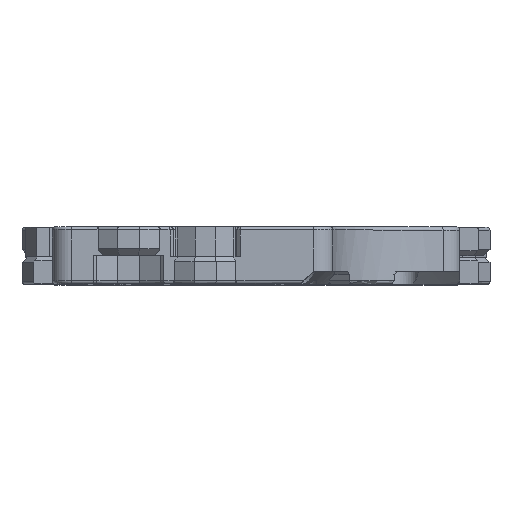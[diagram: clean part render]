
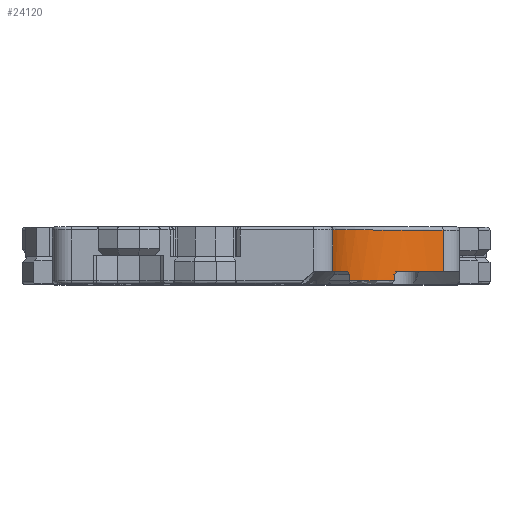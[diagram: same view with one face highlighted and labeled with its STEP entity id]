
A CAD part, top view. The second image highlights one B-rep face of the part: STEP entity #24120.
In plain terms, the highlighted cylindrical face has radius 20.1 mm (diameter 40.2 mm), a partial arc.
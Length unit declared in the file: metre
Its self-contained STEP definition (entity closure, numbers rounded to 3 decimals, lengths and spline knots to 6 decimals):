
#233=CYLINDRICAL_SURFACE('',#26366,0.0201);
#1127=B_SPLINE_CURVE_WITH_KNOTS('',3,(#40532,#40533,#40534,#40535),
 .UNSPECIFIED.,.F.,.F.,(4,4),(0.,1.),.PIECEWISE_BEZIER_KNOTS.);
#1131=B_SPLINE_CURVE_WITH_KNOTS('',3,(#40573,#40574,#40575,#40576),
 .UNSPECIFIED.,.F.,.F.,(4,4),(0.,1.),.PIECEWISE_BEZIER_KNOTS.);
#2555=LINE('',#40539,#4401);
#2557=LINE('',#40569,#4403);
#2558=LINE('',#40571,#4404);
#2559=LINE('',#40577,#4405);
#4401=VECTOR('',#31635,1.);
#4403=VECTOR('',#31659,1.);
#4404=VECTOR('',#31660,1.);
#4405=VECTOR('',#31661,1.);
#9471=ORIENTED_EDGE('',*,*,#14296,.T.);
#9472=ORIENTED_EDGE('',*,*,#14246,.F.);
#9473=ORIENTED_EDGE('',*,*,#14285,.T.);
#9474=ORIENTED_EDGE('',*,*,#14287,.F.);
#9475=ORIENTED_EDGE('',*,*,#14295,.T.);
#9476=ORIENTED_EDGE('',*,*,#14297,.T.);
#9477=ORIENTED_EDGE('',*,*,#14298,.T.);
#9478=ORIENTED_EDGE('',*,*,#14254,.F.);
#9479=ORIENTED_EDGE('',*,*,#14299,.F.);
#9480=ORIENTED_EDGE('',*,*,#14300,.F.);
#14246=EDGE_CURVE('',#16943,#16945,#18156,.T.);
#14254=EDGE_CURVE('',#16951,#16952,#18163,.T.);
#14285=EDGE_CURVE('',#16943,#16978,#1127,.T.);
#14287=EDGE_CURVE('',#16979,#16978,#2555,.T.);
#14295=EDGE_CURVE('',#16979,#16983,#18184,.T.);
#14296=EDGE_CURVE('',#16984,#16945,#2557,.T.);
#14297=EDGE_CURVE('',#16983,#16985,#2558,.T.);
#14298=EDGE_CURVE('',#16985,#16952,#1131,.T.);
#14299=EDGE_CURVE('',#16986,#16951,#2559,.T.);
#14300=EDGE_CURVE('',#16984,#16986,#18185,.T.);
#16943=VERTEX_POINT('',#40407);
#16945=VERTEX_POINT('',#40410);
#16951=VERTEX_POINT('',#40424);
#16952=VERTEX_POINT('',#40426);
#16978=VERTEX_POINT('',#40536);
#16979=VERTEX_POINT('',#40540);
#16983=VERTEX_POINT('',#40566);
#16984=VERTEX_POINT('',#40570);
#16985=VERTEX_POINT('',#40572);
#16986=VERTEX_POINT('',#40578);
#18156=CIRCLE('',#26317,0.0201);
#18163=CIRCLE('',#26325,0.0201);
#18184=CIRCLE('',#26365,0.0201);
#18185=CIRCLE('',#26367,0.0201);
#19652=EDGE_LOOP('',(#9471,#9472,#9473,#9474,#9475,#9476,#9477,#9478,#9479,
#9480));
#21696=FACE_BOUND('',#19652,.T.);
#24120=ADVANCED_FACE('',(#21696),#233,.F.);
#26317=AXIS2_PLACEMENT_3D('',#40409,#31551,#31552);
#26325=AXIS2_PLACEMENT_3D('',#40425,#31568,#31569);
#26365=AXIS2_PLACEMENT_3D('',#40567,#31655,#31656);
#26366=AXIS2_PLACEMENT_3D('',#40568,#31657,#31658);
#26367=AXIS2_PLACEMENT_3D('',#40579,#31662,#31663);
#31551=DIRECTION('',(0.,1.,0.));
#31552=DIRECTION('',(-0.874,0.,-0.487));
#31568=DIRECTION('',(0.,1.,0.));
#31569=DIRECTION('',(-0.13,0.,-0.992));
#31635=DIRECTION('',(0.,1.,0.));
#31655=DIRECTION('',(0.,-1.,0.));
#31656=DIRECTION('',(-0.861,0.,-0.509));
#31657=DIRECTION('',(0.,1.,0.));
#31658=DIRECTION('',(0.,0.,-1.));
#31659=DIRECTION('',(0.,-1.,0.));
#31660=DIRECTION('',(0.,1.,0.));
#31661=DIRECTION('',(0.,-1.,0.));
#31662=DIRECTION('',(0.,-1.,0.));
#31663=DIRECTION('',(-0.992,0.,-0.13));
#40407=CARTESIAN_POINT('',(0.046441,-0.007,0.054219));
#40409=CARTESIAN_POINT('',(0.064,-0.007,0.064));
#40410=CARTESIAN_POINT('',(0.04407,-0.007,0.06139));
#40424=CARTESIAN_POINT('',(0.06139,-0.007,0.04407));
#40425=CARTESIAN_POINT('',(0.064,-0.007,0.064));
#40426=CARTESIAN_POINT('',(0.054219,-0.007,0.046441));
#40532=CARTESIAN_POINT('',(0.046441,-0.007,0.054219));
#40533=CARTESIAN_POINT('',(0.046525,-0.007166,0.054068));
#40534=CARTESIAN_POINT('',(0.046611,-0.007333,0.053918));
#40535=CARTESIAN_POINT('',(0.046698,-0.0075,0.053769));
#40536=CARTESIAN_POINT('',(0.046698,-0.0075,0.053769));
#40539=CARTESIAN_POINT('',(0.046698,-0.0085,0.053769));
#40540=CARTESIAN_POINT('',(0.046698,-0.0085,0.053769));
#40566=CARTESIAN_POINT('',(0.053769,-0.0085,0.046698));
#40567=CARTESIAN_POINT('',(0.064,-0.0085,0.064));
#40568=CARTESIAN_POINT('',(0.064,0.,0.064));
#40569=CARTESIAN_POINT('',(0.04407,-0.0005,0.06139));
#40570=CARTESIAN_POINT('',(0.04407,-0.0005,0.06139));
#40571=CARTESIAN_POINT('',(0.053769,-0.0085,0.046698));
#40572=CARTESIAN_POINT('',(0.053769,-0.0075,0.046698));
#40573=CARTESIAN_POINT('',(0.053769,-0.0075,0.046698));
#40574=CARTESIAN_POINT('',(0.053918,-0.007333,0.046611));
#40575=CARTESIAN_POINT('',(0.054068,-0.007166,0.046525));
#40576=CARTESIAN_POINT('',(0.054219,-0.007,0.046441));
#40577=CARTESIAN_POINT('',(0.06139,-0.0005,0.04407));
#40578=CARTESIAN_POINT('',(0.06139,-0.0005,0.04407));
#40579=CARTESIAN_POINT('',(0.064,-0.0005,0.064));
